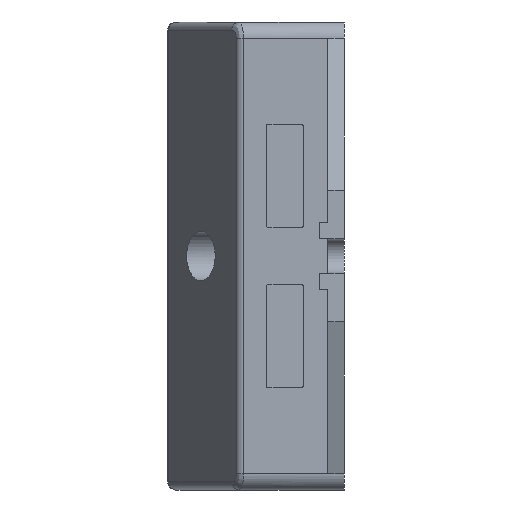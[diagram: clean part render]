
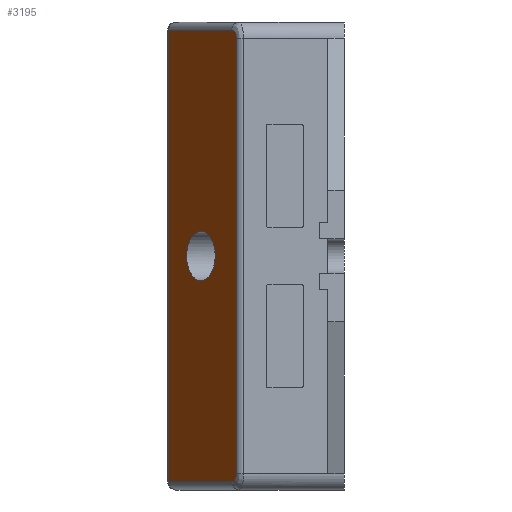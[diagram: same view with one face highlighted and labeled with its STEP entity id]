
A CAD part, left-side view. The second image highlights one B-rep face of the part: STEP entity #3195.
In plain terms, the highlighted planar face has unit normal (-0.5, 0.866, 0).
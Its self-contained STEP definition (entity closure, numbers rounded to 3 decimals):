
#8 = EDGE_CURVE ( 'NONE', #877, #3793, #2663, .T. ) ;
#44 = CARTESIAN_POINT ( 'NONE',  ( -80.5, 13.706, 27.5 ) ) ;
#70 = CARTESIAN_POINT ( 'NONE',  ( -67.232, 21.366, 27.5 ) ) ;
#117 =( BOUNDED_CURVE ( )  B_SPLINE_CURVE ( 3, ( #3833, #2533, #923, #3188 ),
 .UNSPECIFIED., .F., .F. ) 
 B_SPLINE_CURVE_WITH_KNOTS ( ( 4, 4 ),
 ( 4.712, 7.854 ),
 .UNSPECIFIED. ) 
 CURVE ( )  GEOMETRIC_REPRESENTATION_ITEM ( )  RATIONAL_B_SPLINE_CURVE ( ( 1., 0.333, 0.333, 1. ) ) 
 REPRESENTATION_ITEM ( '' )  );
#231 = CARTESIAN_POINT ( 'NONE',  ( -67.232, 21.366, -27.5 ) ) ;
#241 = DIRECTION ( 'NONE',  ( -0.866, -0.5, 0. ) ) ;
#301 = EDGE_CURVE ( 'NONE', #3707, #877, #3427, .T. ) ;
#359 = CARTESIAN_POINT ( 'NONE',  ( -80.5, 13.706, -27.5 ) ) ;
#384 = EDGE_CURVE ( 'NONE', #979, #3707, #1907, .T. ) ;
#649 = CARTESIAN_POINT ( 'NONE',  ( -67.232, 21.366, -28.5 ) ) ;
#708 = ORIENTED_EDGE ( 'NONE', *, *, #8, .T. ) ;
#754 = CARTESIAN_POINT ( 'NONE',  ( -81.5, 13.128, -27.086 ) ) ;
#775 = VERTEX_POINT ( 'NONE', #231 ) ;
#788 = VERTEX_POINT ( 'NONE', #2819 ) ;
#877 = VERTEX_POINT ( 'NONE', #3168 ) ;
#923 = CARTESIAN_POINT ( 'NONE',  ( -68., 20.923, -3. ) ) ;
#979 = VERTEX_POINT ( 'NONE', #359 ) ;
#1018 = CARTESIAN_POINT ( 'NONE',  ( -81.5, 13.128, 26.5 ) ) ;
#1062 = CARTESIAN_POINT ( 'NONE',  ( -81.086, 13.368, -27.5 ) ) ;
#1069 = CARTESIAN_POINT ( 'NONE',  ( -67., 21.5, 0. ) ) ;
#1096 = ORIENTED_EDGE ( 'NONE', *, *, #2885, .T. ) ;
#1164 = CARTESIAN_POINT ( 'NONE',  ( -80., 13.994, -3. ) ) ;
#1171 = CARTESIAN_POINT ( 'NONE',  ( -80.5, 13.706, 27.5 ) ) ;
#1291 =( BOUNDED_CURVE ( )  B_SPLINE_CURVE ( 3, ( #3100, #1164, #3426, #1485 ),
 .UNSPECIFIED., .F., .F. ) 
 B_SPLINE_CURVE_WITH_KNOTS ( ( 4, 4 ),
 ( 1.571, 4.712 ),
 .UNSPECIFIED. ) 
 CURVE ( )  GEOMETRIC_REPRESENTATION_ITEM ( )  RATIONAL_B_SPLINE_CURVE ( ( 1., 0.333, 0.333, 1. ) ) 
 REPRESENTATION_ITEM ( '' )  );
#1332 = CARTESIAN_POINT ( 'NONE',  ( -81.5, 13.128, 26.5 ) ) ;
#1401 = ORIENTED_EDGE ( 'NONE', *, *, #3401, .T. ) ;
#1412 = DIRECTION ( 'NONE',  ( 0.5, -0.866, 0. ) ) ;
#1485 = CARTESIAN_POINT ( 'NONE',  ( -74., 17.459, 3. ) ) ;
#1496 = CARTESIAN_POINT ( 'NONE',  ( -81.5, 13.128, -26.5 ) ) ;
#1512 = CARTESIAN_POINT ( 'NONE',  ( -80., 13.994, -27.5 ) ) ;
#1556 = CARTESIAN_POINT ( 'NONE',  ( -67., 21.5, 27.5 ) ) ;
#1793 = VERTEX_POINT ( 'NONE', #1945 ) ;
#1807 = VECTOR ( 'NONE', #3279, 1000. ) ;
#1830 = LINE ( 'NONE', #1512, #3960 ) ;
#1860 = VECTOR ( 'NONE', #3233, 1000. ) ;
#1907 =( BOUNDED_CURVE ( )  B_SPLINE_CURVE ( 3, ( #2036, #1062, #754, #3015 ),
 .UNSPECIFIED., .F., .F. ) 
 B_SPLINE_CURVE_WITH_KNOTS ( ( 4, 4 ),
 ( 4.712, 6.283 ),
 .UNSPECIFIED. ) 
 CURVE ( )  GEOMETRIC_REPRESENTATION_ITEM ( )  RATIONAL_B_SPLINE_CURVE ( ( 1., 0.805, 0.805, 1. ) ) 
 REPRESENTATION_ITEM ( '' )  );
#1945 = CARTESIAN_POINT ( 'NONE',  ( -74., 17.459, -3. ) ) ;
#2036 = CARTESIAN_POINT ( 'NONE',  ( -80.5, 13.706, -27.5 ) ) ;
#2174 = ORIENTED_EDGE ( 'NONE', *, *, #3248, .F. ) ;
#2314 = VECTOR ( 'NONE', #4155, 1000. ) ;
#2340 = ORIENTED_EDGE ( 'NONE', *, *, #2378, .F. ) ;
#2378 = EDGE_CURVE ( 'NONE', #788, #1793, #117, .T. ) ;
#2407 = EDGE_LOOP ( 'NONE', ( #2524, #3671, #708, #4163, #1401, #1096 ) ) ;
#2524 = ORIENTED_EDGE ( 'NONE', *, *, #384, .T. ) ;
#2533 = CARTESIAN_POINT ( 'NONE',  ( -68., 20.923, 3. ) ) ;
#2567 = VERTEX_POINT ( 'NONE', #70 ) ;
#2657 = AXIS2_PLACEMENT_3D ( 'NONE', #1069, #1412, #3683 ) ;
#2663 =( BOUNDED_CURVE ( )  B_SPLINE_CURVE ( 3, ( #1018, #2956, #2942, #44 ),
 .UNSPECIFIED., .F., .F. ) 
 B_SPLINE_CURVE_WITH_KNOTS ( ( 4, 4 ),
 ( 0., 1.571 ),
 .UNSPECIFIED. ) 
 CURVE ( )  GEOMETRIC_REPRESENTATION_ITEM ( )  RATIONAL_B_SPLINE_CURVE ( ( 1., 0.805, 0.805, 1. ) ) 
 REPRESENTATION_ITEM ( '' )  );
#2723 = EDGE_LOOP ( 'NONE', ( #2340, #2174 ) ) ;
#2784 = FACE_OUTER_BOUND ( 'NONE', #2407, .T. ) ;
#2819 = CARTESIAN_POINT ( 'NONE',  ( -74., 17.459, 3. ) ) ;
#2885 = EDGE_CURVE ( 'NONE', #775, #979, #1830, .T. ) ;
#2942 = CARTESIAN_POINT ( 'NONE',  ( -81.086, 13.368, 27.5 ) ) ;
#2956 = CARTESIAN_POINT ( 'NONE',  ( -81.5, 13.128, 27.086 ) ) ;
#3015 = CARTESIAN_POINT ( 'NONE',  ( -81.5, 13.128, -26.5 ) ) ;
#3078 = LINE ( 'NONE', #1556, #2314 ) ;
#3100 = CARTESIAN_POINT ( 'NONE',  ( -74., 17.459, -3. ) ) ;
#3168 = CARTESIAN_POINT ( 'NONE',  ( -81.5, 13.128, 26.5 ) ) ;
#3188 = CARTESIAN_POINT ( 'NONE',  ( -74., 17.459, -3. ) ) ;
#3195 = ADVANCED_FACE ( 'NONE', ( #2784, #3638 ), #3994, .F. ) ;
#3233 = DIRECTION ( 'NONE',  ( 0., 0., -1. ) ) ;
#3248 = EDGE_CURVE ( 'NONE', #1793, #788, #1291, .T. ) ;
#3279 = DIRECTION ( 'NONE',  ( 0., 0., 1. ) ) ;
#3401 = EDGE_CURVE ( 'NONE', #2567, #775, #3692, .T. ) ;
#3426 = CARTESIAN_POINT ( 'NONE',  ( -80., 13.994, 3. ) ) ;
#3427 = LINE ( 'NONE', #1332, #1807 ) ;
#3638 = FACE_BOUND ( 'NONE', #2723, .T. ) ;
#3671 = ORIENTED_EDGE ( 'NONE', *, *, #301, .T. ) ;
#3683 = DIRECTION ( 'NONE',  ( 0., 0., 1. ) ) ;
#3692 = LINE ( 'NONE', #649, #1860 ) ;
#3707 = VERTEX_POINT ( 'NONE', #1496 ) ;
#3793 = VERTEX_POINT ( 'NONE', #1171 ) ;
#3833 = CARTESIAN_POINT ( 'NONE',  ( -74., 17.459, 3. ) ) ;
#3920 = EDGE_CURVE ( 'NONE', #3793, #2567, #3078, .T. ) ;
#3960 = VECTOR ( 'NONE', #241, 1000. ) ;
#3994 = PLANE ( 'NONE',  #2657 ) ;
#4155 = DIRECTION ( 'NONE',  ( 0.866, 0.5, 0. ) ) ;
#4163 = ORIENTED_EDGE ( 'NONE', *, *, #3920, .T. ) ;
